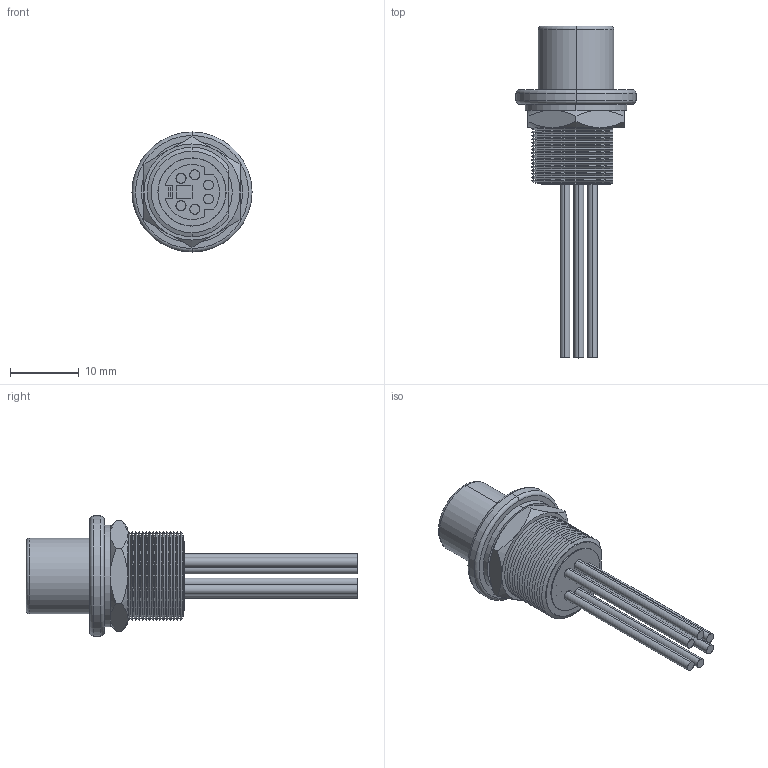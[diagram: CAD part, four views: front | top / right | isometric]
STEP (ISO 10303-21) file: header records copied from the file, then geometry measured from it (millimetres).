
FILE_DESCRIPTION (( 'STEP AP214' ), '1' );
FILE_NAME ('MD66FJF.STEP', '2019-06-27T19:49:21', ( '' ), ( '' ), 'SwSTEP 2.0', 'SolidWorks 2018', '' );
FILE_SCHEMA (( 'AUTOMOTIVE_DESIGN' ));
Length unit declared in the file: inch
Products named in the file (7): 3AB10-001_MD66FJF; MD66FJF; 3AA02-008; 3AC03-002; MD44FJF-MA1; 3AA03-005; 3AB07-039_no pin marking
Assembly tree (11 placements, depth 2):
  MD66FJF
    3AB10-001_MD66FJF
    3AA03-005
    3AA02-008
    3AB07-039_no pin marking
    3AC03-002  x6
    MD44FJF-MA1
Bounding box: 17.45 x 48.26 x 17.45 mm (x, y, z)
Volume: 2549.6 mm3; surface area: 5367.1 mm2
Topology: 11 solids, 11 shells, 566 faces, 1399 edges, 882 vertices
Faces by surface type: plane 192, cylinder 174, cone 147, bspline 47, torus 6
Entity records: 19499 total; most frequent: CARTESIAN_POINT 6259, ORIENTED_EDGE 2678, DIRECTION 2528, EDGE_CURVE 1339, AXIS2_PLACEMENT_3D 899, VERTEX_POINT 842, VECTOR 730, LINE 730
